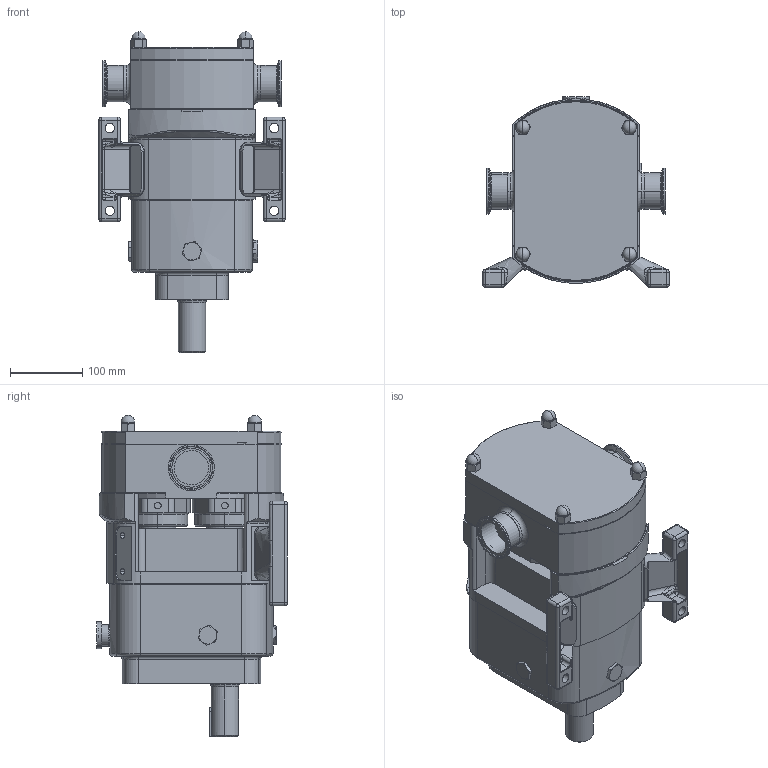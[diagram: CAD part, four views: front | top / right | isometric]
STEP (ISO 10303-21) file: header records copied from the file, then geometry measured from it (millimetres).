
FILE_DESCRIPTION (( 'STEP AP214' ), '1' );
FILE_NAME ('GA4070.STEP', '2024-11-07T16:34:41', ( '' ), ( '' ), 'SwSTEP 2.0', 'SolidWorks 2023', '' );
FILE_SCHEMA (( 'AUTOMOTIVE_DESIGN' ));
Length unit declared in the file: millimetre
Products named in the file (3): GA4070; Copy of Z94-5121-33 - 2 INCH^GA4070; Copy of CP30-0069-12 H B^GA4070
Assembly tree (3 placements, depth 2):
  GA4070
    Copy of CP30-0069-12 H B^GA4070
    Copy of Z94-5121-33 - 2 INCH^GA4070  x2
Bounding box: 258.39 x 264.84 x 445.58 mm (x, y, z)
Volume: 11462468.5 mm3; surface area: 523986.1 mm2
Topology: 3 solids, 3 shells, 728 faces, 1825 edges, 1098 vertices
Faces by surface type: plane 267, cylinder 238, torus 84, bspline 74, cone 33, sphere 32
Entity records: 28463 total; most frequent: CARTESIAN_POINT 11963, ORIENTED_EDGE 3502, DIRECTION 3421, EDGE_CURVE 1751, AXIS2_PLACEMENT_3D 1341, VERTEX_POINT 1074, EDGE_LOOP 761, VECTOR 739
